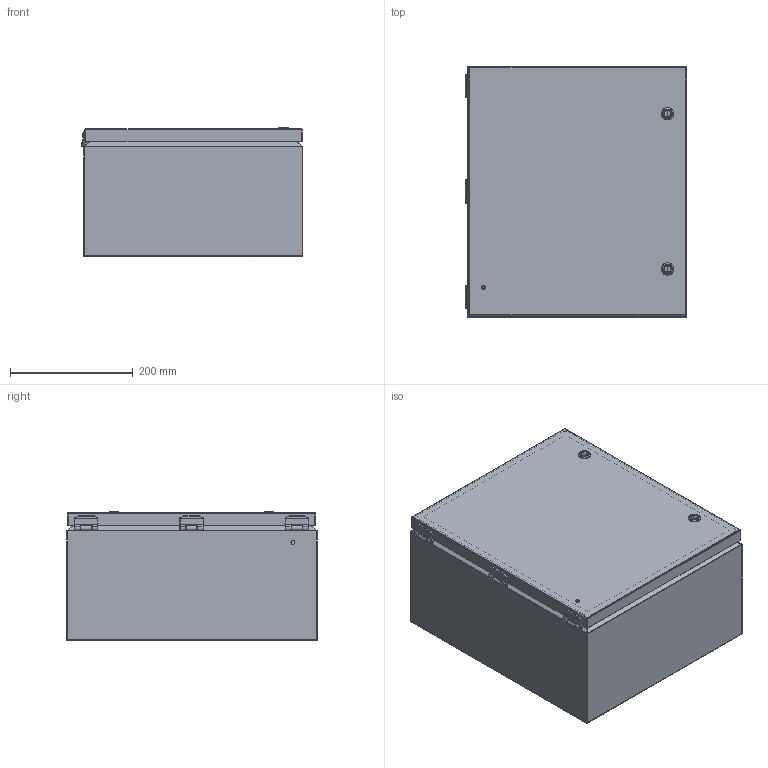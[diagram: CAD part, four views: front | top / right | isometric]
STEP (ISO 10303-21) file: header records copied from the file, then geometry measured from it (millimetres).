
FILE_DESCRIPTION (( 'STEP AP214' ), '1' );
FILE_NAME ('SCE-16148ELJ.STEP', '2021-01-24T15:49:03', ( '' ), ( '' ), 'SwSTEP 2.0', 'SolidWorks 2019', '' );
FILE_SCHEMA (( 'AUTOMOTIVE_DESIGN' ));
Length unit declared in the file: inch
Products named in the file (1): SCE-16148ELJ
Bounding box: 361.2 x 407.92 x 210.71 mm (x, y, z)
Volume: 1274075.2 mm3; surface area: 1582226.5 mm2
Topology: 51 solids, 54 shells, 2910 faces, 7119 edges, 4220 vertices
Faces by surface type: bspline 1175, cylinder 819, plane 796, torus 64, cone 48, sphere 8
Full cylindrical faces by diameter (mm): 0.508 x3, 2.54 x3, 3.962 x3, 4.013 x3, 4.06 x6, 4.318 x6, 4.572 x3, 4.775 x8, 4.826 x8, 4.981 x1, 5.08 x2, 5.537 x2, 5.842 x3, 6.02 x3, 6.058 x2, 6.35 x6, 6.463 x2, 6.502 x2, 6.756 x2, 6.824 x2, 7.112 x6, 7.167 x2, 7.216 x4, 7.874 x2, 8.28 x2, 8.89 x2, 9.474 x6, 10.922 x2, 11.684 x2, 12.065 x2
Entity records: 181245 total; most frequent: CARTESIAN_POINT 92461, ORIENTED_EDGE 13446, DIRECTION 7130, EDGE_CURVE 6723, VERTEX_POINT 4161, B_SPLINE_CURVE_WITH_KNOTS 3644, EDGE_LOOP 3228, FACE_OUTER_BOUND 3058
